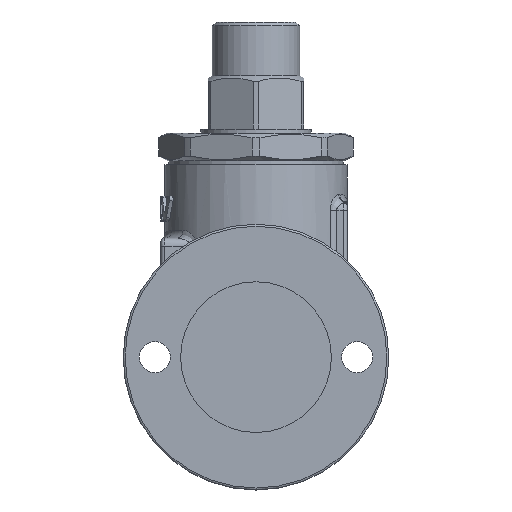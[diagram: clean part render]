
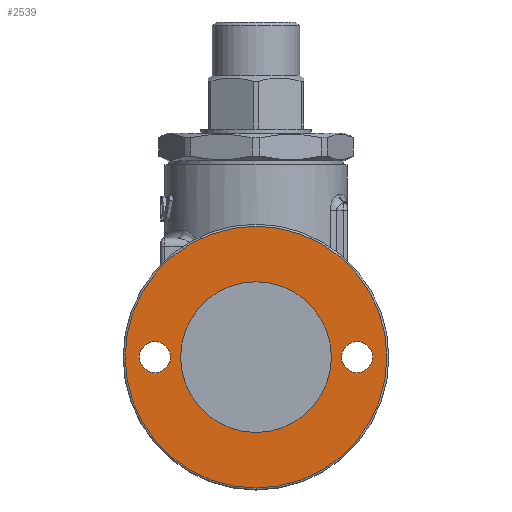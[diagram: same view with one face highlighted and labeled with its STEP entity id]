
A CAD part, left-side view. The second image highlights one B-rep face of the part: STEP entity #2539.
In plain terms, the highlighted planar face has unit normal (-1, 0, 0).
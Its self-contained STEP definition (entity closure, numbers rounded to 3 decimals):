
#210=FACE_BOUND('',#452,.T.);
#211=FACE_BOUND('',#453,.T.);
#212=FACE_BOUND('',#454,.T.);
#225=PLANE('',#2736);
#286=FACE_OUTER_BOUND('',#451,.T.);
#451=EDGE_LOOP('',(#1692));
#452=EDGE_LOOP('',(#1693));
#453=EDGE_LOOP('',(#1694));
#454=EDGE_LOOP('',(#1695));
#865=CIRCLE('',#2724,3.899);
#867=CIRCLE('',#2727,3.899);
#871=CIRCLE('',#2732,33.);
#874=CIRCLE('',#2737,19.);
#1016=VERTEX_POINT('',#3638);
#1018=VERTEX_POINT('',#3644);
#1022=VERTEX_POINT('',#3653);
#1024=VERTEX_POINT('',#3662);
#1269=EDGE_CURVE('',#1016,#1016,#865,.T.);
#1272=EDGE_CURVE('',#1018,#1018,#867,.T.);
#1277=EDGE_CURVE('',#1022,#1022,#871,.T.);
#1281=EDGE_CURVE('',#1024,#1024,#874,.T.);
#1692=ORIENTED_EDGE('',*,*,#1277,.F.);
#1693=ORIENTED_EDGE('',*,*,#1269,.T.);
#1694=ORIENTED_EDGE('',*,*,#1272,.T.);
#1695=ORIENTED_EDGE('',*,*,#1281,.F.);
#2539=ADVANCED_FACE('',(#286,#210,#211,#212),#225,.T.);
#2724=AXIS2_PLACEMENT_3D('',#3639,#2991,#2992);
#2727=AXIS2_PLACEMENT_3D('',#3645,#2998,#2999);
#2732=AXIS2_PLACEMENT_3D('',#3655,#3009,#3010);
#2736=AXIS2_PLACEMENT_3D('',#3661,#3018,#3019);
#2737=AXIS2_PLACEMENT_3D('',#3663,#3020,#3021);
#2991=DIRECTION('center_axis',(1.,0.,0.));
#2992=DIRECTION('ref_axis',(0.,0.,1.));
#2998=DIRECTION('center_axis',(1.,0.,0.));
#2999=DIRECTION('ref_axis',(0.,0.,1.));
#3009=DIRECTION('center_axis',(1.,0.,0.));
#3010=DIRECTION('ref_axis',(0.,0.,1.));
#3018=DIRECTION('center_axis',(-1.,0.,0.));
#3019=DIRECTION('ref_axis',(0.,0.,1.));
#3020=DIRECTION('center_axis',(-1.,0.,0.));
#3021=DIRECTION('ref_axis',(0.,0.,-1.));
#3638=CARTESIAN_POINT('',(-56.1,25.5,-3.899));
#3639=CARTESIAN_POINT('Origin',(-56.1,25.5,0.));
#3644=CARTESIAN_POINT('',(-56.1,-25.5,-3.899));
#3645=CARTESIAN_POINT('Origin',(-56.1,-25.5,0.));
#3653=CARTESIAN_POINT('',(-56.1,0.,33.));
#3655=CARTESIAN_POINT('Origin',(-56.1,0.,0.));
#3661=CARTESIAN_POINT('Origin',(-56.1,0.,0.));
#3662=CARTESIAN_POINT('',(-56.1,0.,19.));
#3663=CARTESIAN_POINT('Origin',(-56.1,0.,0.));
